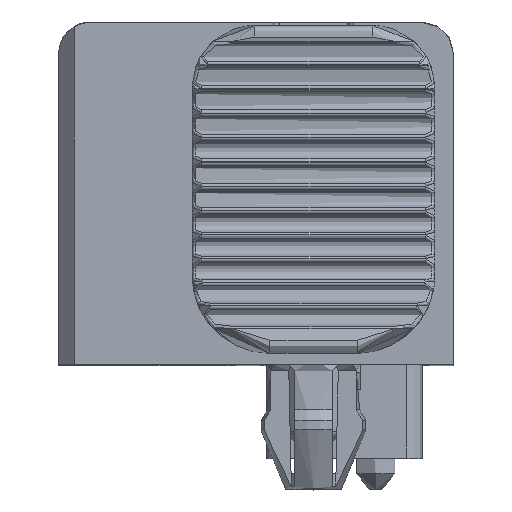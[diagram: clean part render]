
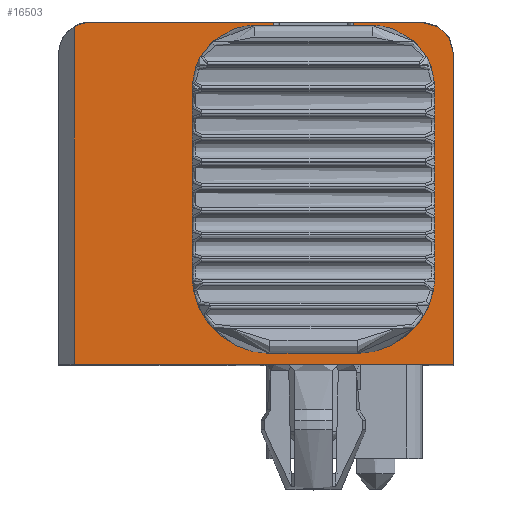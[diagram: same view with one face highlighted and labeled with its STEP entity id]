
A CAD part, top view. The second image highlights one B-rep face of the part: STEP entity #16503.
In plain terms, the highlighted planar face has unit normal (0, 0, 1).
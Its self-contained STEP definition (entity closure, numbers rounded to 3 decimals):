
#1108=CIRCLE('',#17534,1.);
#1111=CIRCLE('',#17540,1.);
#1150=CIRCLE('',#17645,2.);
#1151=CIRCLE('',#17646,2.);
#1972=FACE_OUTER_BOUND('',#2905,.T.);
#2905=EDGE_LOOP('',(#11930,#11931,#11932,#11933,#11934,#11935,#11936,#11937,
#11938,#11939,#11940,#11941,#11942,#11943,#11944,#11945,#11946,#11947,#11948,
#11949,#11950,#11951,#11952,#11953));
#3687=LINE('',#23298,#5114);
#3803=LINE('',#23608,#5230);
#3804=LINE('',#23613,#5231);
#3812=LINE('',#23639,#5239);
#3821=LINE('',#23661,#5248);
#3987=LINE('',#24653,#5414);
#4025=LINE('',#24831,#5452);
#4027=LINE('',#24834,#5454);
#4113=LINE('',#25136,#5540);
#4128=LINE('',#25160,#5555);
#4129=LINE('',#25161,#5556);
#4130=LINE('',#25162,#5557);
#4131=LINE('',#25164,#5558);
#4132=LINE('',#25168,#5559);
#4133=LINE('',#25169,#5560);
#4134=LINE('',#25171,#5561);
#4135=LINE('',#25173,#5562);
#4136=LINE('',#25174,#5563);
#4137=LINE('',#25176,#5564);
#4138=LINE('',#25178,#5565);
#5114=VECTOR('',#18850,1000.);
#5230=VECTOR('',#19108,1000.);
#5231=VECTOR('',#19113,1000.);
#5239=VECTOR('',#19133,1000.);
#5248=VECTOR('',#19150,1000.);
#5414=VECTOR('',#19628,1000.);
#5452=VECTOR('',#19770,1000.);
#5454=VECTOR('',#19774,1000.);
#5540=VECTOR('',#20016,1000.);
#5555=VECTOR('',#20043,10.);
#5556=VECTOR('',#20044,1000.);
#5557=VECTOR('',#20045,1000.);
#5558=VECTOR('',#20046,10.);
#5559=VECTOR('',#20049,10.);
#5560=VECTOR('',#20050,10.);
#5561=VECTOR('',#20051,10.);
#5562=VECTOR('',#20052,10.);
#5563=VECTOR('',#20053,10.);
#5564=VECTOR('',#20054,10.);
#5565=VECTOR('',#20055,10.);
#6548=VERTEX_POINT('',#23294);
#6550=VERTEX_POINT('',#23297);
#6671=VERTEX_POINT('',#23602);
#6673=VERTEX_POINT('',#23606);
#6674=VERTEX_POINT('',#23610);
#6675=VERTEX_POINT('',#23612);
#6677=VERTEX_POINT('',#23617);
#6687=VERTEX_POINT('',#23637);
#6927=VERTEX_POINT('',#24649);
#6928=VERTEX_POINT('',#24651);
#6944=VERTEX_POINT('',#24748);
#6945=VERTEX_POINT('',#24750);
#6951=VERTEX_POINT('',#24764);
#6952=VERTEX_POINT('',#24766);
#7049=VERTEX_POINT('',#25133);
#7050=VERTEX_POINT('',#25135);
#7053=VERTEX_POINT('',#25159);
#7054=VERTEX_POINT('',#25163);
#7055=VERTEX_POINT('',#25165);
#7056=VERTEX_POINT('',#25167);
#7057=VERTEX_POINT('',#25170);
#7058=VERTEX_POINT('',#25172);
#7059=VERTEX_POINT('',#25175);
#7060=VERTEX_POINT('',#25177);
#8208=EDGE_CURVE('',#6548,#6550,#3687,.F.);
#8363=EDGE_CURVE('',#6673,#6671,#3803,.F.);
#8365=EDGE_CURVE('',#6674,#6675,#3804,.F.);
#8378=EDGE_CURVE('',#6673,#6687,#3812,.T.);
#8391=EDGE_CURVE('',#6677,#6550,#3821,.T.);
#8714=EDGE_CURVE('',#6928,#6927,#3987,.F.);
#8745=EDGE_CURVE('',#6944,#6945,#1108,.T.);
#8752=EDGE_CURVE('',#6951,#6952,#1111,.T.);
#8783=EDGE_CURVE('',#6952,#6928,#4025,.F.);
#8785=EDGE_CURVE('',#6675,#6944,#4027,.F.);
#8914=EDGE_CURVE('',#7050,#7049,#4113,.T.);
#8929=EDGE_CURVE('',#6927,#7053,#4128,.T.);
#8930=EDGE_CURVE('',#6951,#7050,#4129,.T.);
#8931=EDGE_CURVE('',#6945,#7049,#4130,.F.);
#8932=EDGE_CURVE('',#7054,#6674,#4131,.T.);
#8933=EDGE_CURVE('',#7055,#7054,#1150,.T.);
#8934=EDGE_CURVE('',#7056,#7055,#4132,.T.);
#8935=EDGE_CURVE('',#6671,#7056,#4133,.T.);
#8936=EDGE_CURVE('',#7057,#6687,#4134,.T.);
#8937=EDGE_CURVE('',#7058,#7057,#4135,.T.);
#8938=EDGE_CURVE('',#6677,#7058,#4136,.T.);
#8939=EDGE_CURVE('',#7059,#6548,#4137,.T.);
#8940=EDGE_CURVE('',#7060,#7059,#4138,.T.);
#8941=EDGE_CURVE('',#7053,#7060,#1151,.T.);
#11930=ORIENTED_EDGE('',*,*,#8929,.F.);
#11931=ORIENTED_EDGE('',*,*,#8714,.F.);
#11932=ORIENTED_EDGE('',*,*,#8783,.F.);
#11933=ORIENTED_EDGE('',*,*,#8752,.F.);
#11934=ORIENTED_EDGE('',*,*,#8930,.T.);
#11935=ORIENTED_EDGE('',*,*,#8914,.T.);
#11936=ORIENTED_EDGE('',*,*,#8931,.F.);
#11937=ORIENTED_EDGE('',*,*,#8745,.F.);
#11938=ORIENTED_EDGE('',*,*,#8785,.F.);
#11939=ORIENTED_EDGE('',*,*,#8365,.F.);
#11940=ORIENTED_EDGE('',*,*,#8932,.F.);
#11941=ORIENTED_EDGE('',*,*,#8933,.F.);
#11942=ORIENTED_EDGE('',*,*,#8934,.F.);
#11943=ORIENTED_EDGE('',*,*,#8935,.F.);
#11944=ORIENTED_EDGE('',*,*,#8363,.F.);
#11945=ORIENTED_EDGE('',*,*,#8378,.T.);
#11946=ORIENTED_EDGE('',*,*,#8936,.F.);
#11947=ORIENTED_EDGE('',*,*,#8937,.F.);
#11948=ORIENTED_EDGE('',*,*,#8938,.F.);
#11949=ORIENTED_EDGE('',*,*,#8391,.T.);
#11950=ORIENTED_EDGE('',*,*,#8208,.F.);
#11951=ORIENTED_EDGE('',*,*,#8939,.F.);
#11952=ORIENTED_EDGE('',*,*,#8940,.F.);
#11953=ORIENTED_EDGE('',*,*,#8941,.F.);
#16014=PLANE('',#17644);
#16503=ADVANCED_FACE('',(#1972),#16014,.T.);
#17534=AXIS2_PLACEMENT_3D('',#24751,#19695,#19696);
#17540=AXIS2_PLACEMENT_3D('',#24767,#19710,#19711);
#17644=AXIS2_PLACEMENT_3D('',#25158,#20041,#20042);
#17645=AXIS2_PLACEMENT_3D('',#25166,#20047,#20048);
#17646=AXIS2_PLACEMENT_3D('',#25179,#20056,#20057);
#18850=DIRECTION('',(0.,1.,0.));
#19108=DIRECTION('',(0.,-1.,0.));
#19113=DIRECTION('',(0.,-1.,0.));
#19133=DIRECTION('',(-1.,0.,0.));
#19150=DIRECTION('',(-1.,0.,0.));
#19628=DIRECTION('',(0.,1.,0.));
#19695=DIRECTION('center_axis',(0.,0.,
-1.));
#19696=DIRECTION('ref_axis',(0.,-1.,0.));
#19710=DIRECTION('center_axis',(0.,0.,
-1.));
#19711=DIRECTION('ref_axis',(0.,-1.,0.));
#19770=DIRECTION('',(-1.,0.,0.));
#19774=DIRECTION('',(-1.,0.,0.));
#20016=DIRECTION('',(1.,0.,0.));
#20041=DIRECTION('center_axis',(0.,0.,
1.));
#20042=DIRECTION('ref_axis',(0.,-1.,0.));
#20043=DIRECTION('',(-1.,0.,0.));
#20044=DIRECTION('',(0.,-1.,0.));
#20045=DIRECTION('',(0.,1.,0.));
#20046=DIRECTION('',(-1.,0.,0.));
#20047=DIRECTION('center_axis',(0.,0.,
1.));
#20048=DIRECTION('ref_axis',(0.,-1.,0.));
#20049=DIRECTION('',(0.,1.,0.));
#20050=DIRECTION('',(1.,0.,0.));
#20051=DIRECTION('',(0.,1.,0.));
#20052=DIRECTION('',(1.,0.,0.));
#20053=DIRECTION('',(0.,-1.,0.));
#20054=DIRECTION('',(1.,0.,0.));
#20055=DIRECTION('',(0.,-1.,0.));
#20056=DIRECTION('center_axis',(0.,0.,
1.));
#20057=DIRECTION('ref_axis',(0.,-1.,0.));
#23294=CARTESIAN_POINT('',(-224.249,-17.621,-285.533));
#23297=CARTESIAN_POINT('',(-224.249,-24.525,-285.533));
#23298=CARTESIAN_POINT('',(-224.249,-24.525,-285.533));
#23602=CARTESIAN_POINT('',(-221.649,-17.621,-285.533));
#23606=CARTESIAN_POINT('',(-221.649,-24.525,-285.533));
#23608=CARTESIAN_POINT('',(-221.649,-14.975,-285.533));
#23610=CARTESIAN_POINT('',(-221.649,-14.752,-285.533));
#23612=CARTESIAN_POINT('',(-221.649,-14.525,-285.533));
#23613=CARTESIAN_POINT('',(-221.649,-14.975,-285.533));
#23617=CARTESIAN_POINT('',(-223.949,-24.525,-285.533));
#23637=CARTESIAN_POINT('',(-221.949,-24.525,-285.533));
#23639=CARTESIAN_POINT('',(-223.049,-24.525,-285.533));
#23661=CARTESIAN_POINT('',(-223.049,-24.525,-285.533));
#24649=CARTESIAN_POINT('',(-224.249,-14.752,-285.533));
#24651=CARTESIAN_POINT('',(-224.249,-14.525,-285.533));
#24653=CARTESIAN_POINT('',(-224.249,-24.525,-285.533));
#24748=CARTESIAN_POINT('',(-219.449,-14.525,-285.533));
#24750=CARTESIAN_POINT('',(-218.449,-15.525,-285.533));
#24751=CARTESIAN_POINT('Origin',(-219.449,-15.525,-285.533));
#24764=CARTESIAN_POINT('',(-230.649,-14.659,-285.533));
#24766=CARTESIAN_POINT('',(-230.149,-14.525,-285.533));
#24767=CARTESIAN_POINT('Origin',(-230.149,-15.525,-285.533));
#24831=CARTESIAN_POINT('',(-225.149,-14.525,-285.533));
#24834=CARTESIAN_POINT('',(-225.149,-14.525,-285.533));
#25133=CARTESIAN_POINT('',(-218.449,-25.525,-285.533));
#25135=CARTESIAN_POINT('',(-230.649,-25.525,-285.533));
#25136=CARTESIAN_POINT('',(-222.149,-25.525,-285.533));
#25158=CARTESIAN_POINT('Origin',(-222.149,-22.703,-285.533));
#25159=CARTESIAN_POINT('',(-225.562,-14.752,-285.533));
#25160=CARTESIAN_POINT('',(-221.769,-14.752,-285.533));
#25161=CARTESIAN_POINT('',(-230.649,-22.703,-285.533));
#25162=CARTESIAN_POINT('',(-218.449,-20.83,-285.533));
#25163=CARTESIAN_POINT('',(-220.336,-14.752,-285.533));
#25164=CARTESIAN_POINT('',(-221.769,-14.752,-285.533));
#25165=CARTESIAN_POINT('',(-219.049,-16.621,-285.533));
#25166=CARTESIAN_POINT('Origin',(-221.049,-16.621,-285.533));
#25167=CARTESIAN_POINT('',(-219.049,-17.621,-285.533));
#25168=CARTESIAN_POINT('',(-219.049,-21.299,-285.533));
#25169=CARTESIAN_POINT('',(-221.769,-17.621,-285.533));
#25170=CARTESIAN_POINT('',(-221.949,-24.525,-285.533));
#25171=CARTESIAN_POINT('',(-221.949,-23.437,-285.533));
#25172=CARTESIAN_POINT('',(-223.949,-24.525,-285.533));
#25173=CARTESIAN_POINT('',(-222.549,-24.525,-285.533));
#25174=CARTESIAN_POINT('',(-223.949,-23.437,-285.533));
#25175=CARTESIAN_POINT('',(-226.849,-17.621,-285.533));
#25176=CARTESIAN_POINT('',(-221.769,-17.621,-285.533));
#25177=CARTESIAN_POINT('',(-226.849,-16.621,-285.533));
#25178=CARTESIAN_POINT('',(-226.849,-21.299,-285.533));
#25179=CARTESIAN_POINT('Origin',(-224.849,-16.621,-285.533));
